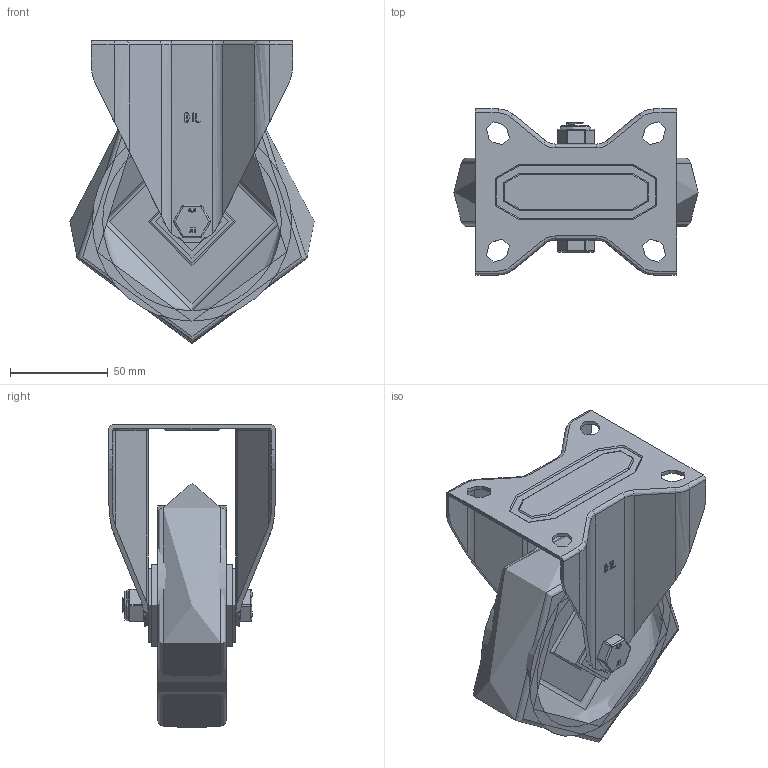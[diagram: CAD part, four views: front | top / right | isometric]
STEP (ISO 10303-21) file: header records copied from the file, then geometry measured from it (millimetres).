
FILE_DESCRIPTION(/* description */ ('','CAx-IF Rec.Pracs.---Representation and Presentation of Product Manufacturing Information (PMI)---4.0---2014-10-13'),/* implementation_level */ '2;1');
FILE_NAME(/* name */ 'BZMMF125ENPB.step',/* time_stamp */ '2024-12-18T14:55:08Z',/* author */ (''),/* organization */ (''),/* preprocessor_version */ 'ST-DEVELOPER v20',/* originating_system */ 'Autodesk Translation Framework v13.20.0.188',/* authorisation */ '');
FILE_SCHEMA (('AP242_MANAGED_MODEL_BASED_3D_ENGINEERING_MIM_LF { 1 0 10303 442 1 1 4 }'));
Length unit declared in the file: millimetre
Products named in the file (21): BZMMF125ENPB; BZMMF125AS v1; BZMMF125AS; ZINC PLATED, PRESSED STEEL BRACKET; BZH125WENPRB v1; 82 SHORE A POLYURETHANE TYRE; NYLON RIM; NYLON RIM Geometry; CAP; ROLLER BEARING; CAGE; RIBS; Component5; TUBEM15X45 v1; ZINC PLATED, STEEL TUBE; HEXBOLTM10X60Z8.8 v2; GRADE 8.8 ZINC PLATED BOLT; NYLOCM10Z v1; NYLOC NUT; RUBBER; NUT
Assembly tree (27 placements, depth 5):
  BZMMF125ENPB
    BZMMF125AS v1
      BZMMF125AS
      ZINC PLATED, PRESSED STEEL BRACKET
    BZH125WENPRB v1
      82 SHORE A POLYURETHANE TYRE
      NYLON RIM
        NYLON RIM Geometry
        CAP
      ROLLER BEARING
        CAGE
        RIBS
          Component5  x8
    TUBEM15X45 v1
      ZINC PLATED, STEEL TUBE
    HEXBOLTM10X60Z8.8 v2
      GRADE 8.8 ZINC PLATED BOLT
    NYLOCM10Z v1
      NYLOC NUT
        RUBBER
        NUT
Bounding box: 125 x 85 x 154.92 mm (x, y, z)
Volume: 336077.5 mm3; surface area: 139835.1 mm2
Topology: 17 solids, 17 shells, 491 faces, 1212 edges, 763 vertices
Faces by surface type: plane 208, cylinder 181, bspline 55, torus 29, sphere 18
Full cylindrical faces by diameter (mm): 5 x8, 8.141 x19, 9.85 x20, 10 x3, 10.2 x3, 12 x2, 14.95 x1, 15.5 x3, 16 x2, 24.75 x1, 25.5 x1, 30 x1, 30.2 x1, 37.5 x2, 42 x2, 91.5 x2, 102 x2
Entity records: 21088 total; most frequent: CARTESIAN_POINT 9341, ORIENTED_EDGE 2374, DIRECTION 2294, EDGE_CURVE 1187, AXIS2_PLACEMENT_3D 835, VERTEX_POINT 749, LINE 624, VECTOR 624
